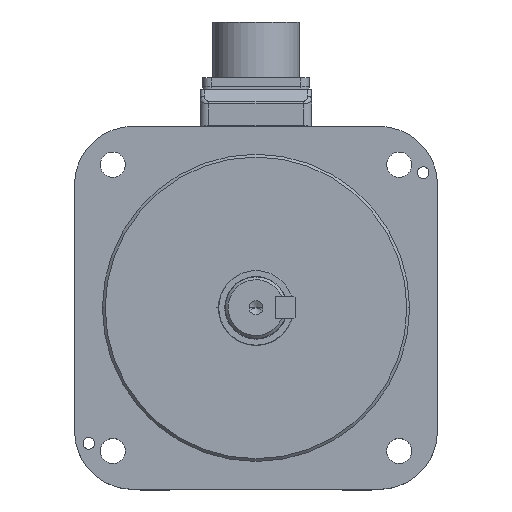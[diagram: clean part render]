
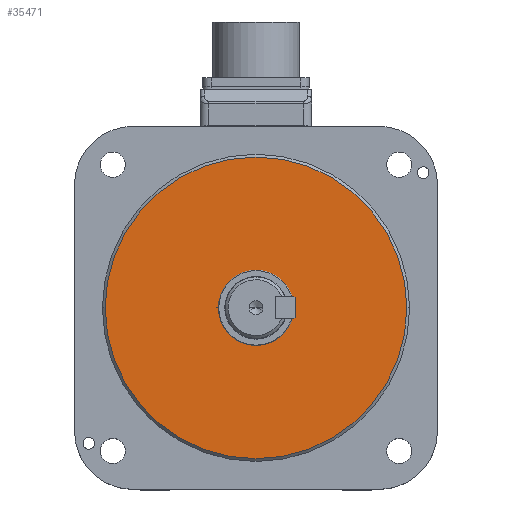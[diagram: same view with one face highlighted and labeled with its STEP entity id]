
A CAD part, top view. The second image highlights one B-rep face of the part: STEP entity #35471.
In plain terms, the highlighted planar face has unit normal (0, 0, 1).
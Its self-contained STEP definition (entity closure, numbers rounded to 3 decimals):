
#34267=CARTESIAN_POINT('',(0.,0.,4.));
#34268=DIRECTION('',(0.,0.,-1.));
#34269=DIRECTION('',(1.,0.,0.));
#34270=AXIS2_PLACEMENT_3D('',#34267,#34268,#34269);
#34272=CARTESIAN_POINT('',(0.,0.,4.));
#34273=DIRECTION('',(0.,0.,-1.));
#34274=DIRECTION('',(-1.,0.,0.));
#34275=AXIS2_PLACEMENT_3D('',#34272,#34273,#34274);
#34522=CARTESIAN_POINT('',(-54.,0.,4.));
#34523=CARTESIAN_POINT('',(54.,0.,4.));
#34524=VERTEX_POINT('',#34522);
#34525=VERTEX_POINT('',#34523);
#35461=CARTESIAN_POINT('',(0.,0.,4.));
#35462=DIRECTION('',(0.,0.,1.));
#35463=DIRECTION('',(1.,0.,0.));
#35464=AXIS2_PLACEMENT_3D('',#35461,#35462,#35463);
#35465=PLANE('',#35464);
#35467=ORIENTED_EDGE('',*,*,#35466,.T.);
#35468=ORIENTED_EDGE('',*,*,#35451,.T.);
#35469=EDGE_LOOP('',(#35467,#35468));
#35470=FACE_OUTER_BOUND('',#35469,.F.);
#35471=ADVANCED_FACE('',(#35470),#35465,.T.);
#34271=CIRCLE('',#34270,54.);
#34276=CIRCLE('',#34275,54.);
#35451=EDGE_CURVE('',#34524,#34525,#34276,.T.);
#35466=EDGE_CURVE('',#34525,#34524,#34271,.T.);
